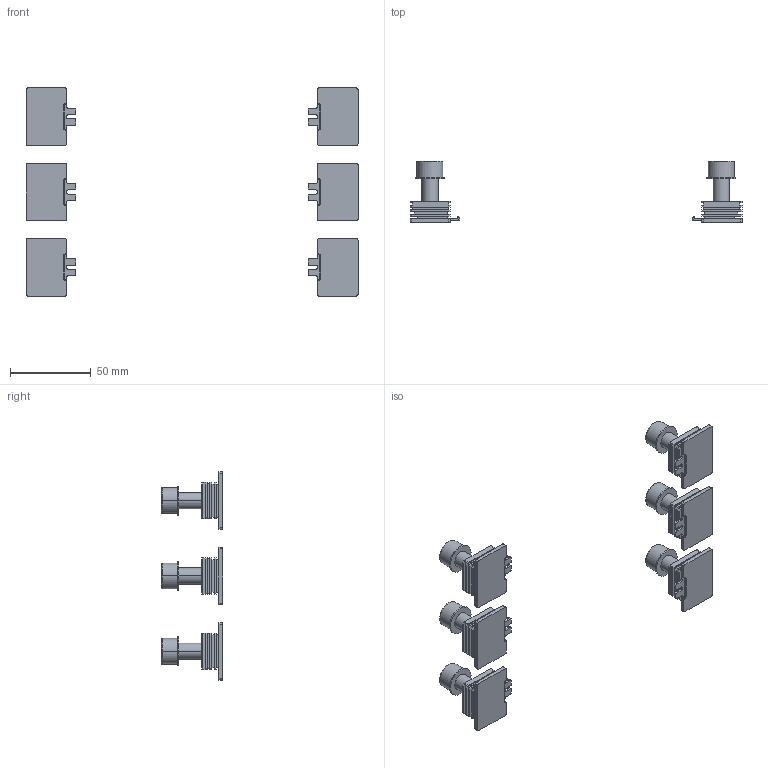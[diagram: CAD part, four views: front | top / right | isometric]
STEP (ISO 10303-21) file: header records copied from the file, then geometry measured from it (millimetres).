
FILE_DESCRIPTION((''),'2;1');
FILE_NAME('1SDH002065A1117_IGES','2020-07-21T16:13:14',('ITMADEL7'),(''),'CREO PARAMETRIC BY PTC INC, 2019030','CREO PARAMETRIC BY PTC INC, 2019030','');
FILE_SCHEMA(('AUTOMOTIVE_DESIGN { 1 0 10303 214 1 1 1 1 }'));
Length unit declared in the file: millimetre
Products named in the file (1): 1SDH002065A1117_IGES
Bounding box: 205 x 37.89 x 128.5 mm (x, y, z)
Volume: 58471 mm3; surface area: 40249.4 mm2
Topology: 6 solids, 12 shells, 987 faces, 2523 edges, 1623 vertices
Faces by surface type: plane 705, cylinder 198, cone 48, torus 36
Entity records: 31426 total; most frequent: CARTESIAN_POINT 5636, ORIENTED_EDGE 5022, DIRECTION 4938, EDGE_CURVE 2511, VECTOR 1986, LINE 1986, VERTEX_POINT 1623, AXIS2_PLACEMENT_3D 1476
